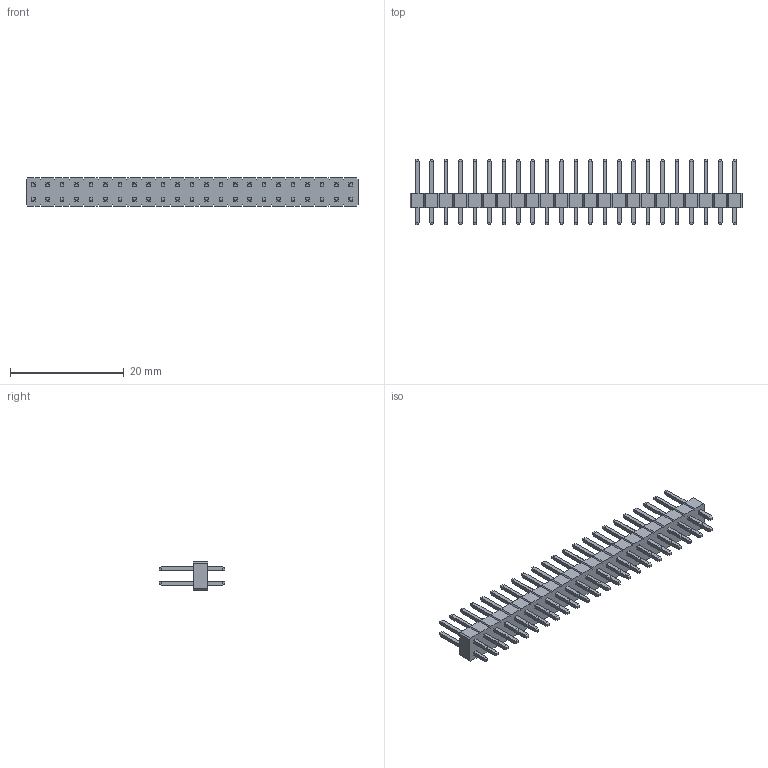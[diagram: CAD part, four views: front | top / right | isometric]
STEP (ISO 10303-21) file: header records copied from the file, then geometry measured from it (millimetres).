
FILE_DESCRIPTION(/* description */ (''),/* implementation_level */ '2;1');
FILE_NAME(/* name */ '23 x 2 connector_M-M.step',/* time_stamp */ '2018-04-07T20:52:18-04:00',/* author */ ('rdanie14'),/* organization */ (''),/* preprocessor_version */ 'ST-DEVELOPER v16.13',/* originating_system */ 'Autodesk Translation Framework v6.5.0.72',/* authorisation */ '');
FILE_SCHEMA (('AUTOMOTIVE_DESIGN { 1 0 10303 214 3 1 1 }'));
Length unit declared in the file: millimetre
Products named in the file (1): 23x2 connector
Bounding box: 58.42 x 11.54 x 5 mm (x, y, z)
Volume: 902.4 mm3; surface area: 2556.9 mm2
Topology: 47 solids, 47 shells, 970 faces, 2260 edges, 1384 vertices
Faces by surface type: plane 970
Entity records: 26725 total; most frequent: CARTESIAN_POINT 4615, ORIENTED_EDGE 4520, DIRECTION 4202, LINE 2260, VECTOR 2260, EDGE_CURVE 2260, VERTEX_POINT 1384, EDGE_LOOP 1062
